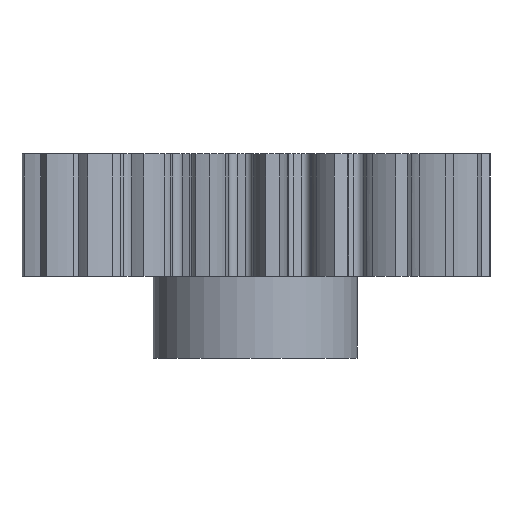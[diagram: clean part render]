
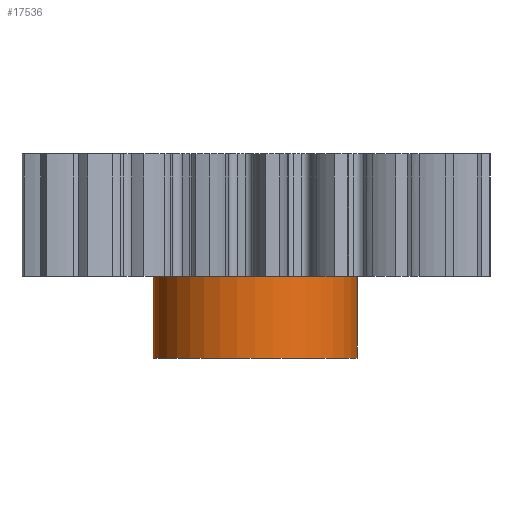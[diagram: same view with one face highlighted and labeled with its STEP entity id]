
A CAD part, front view. The second image highlights one B-rep face of the part: STEP entity #17536.
In plain terms, the highlighted cylindrical face has radius 2.5 mm (diameter 5 mm), a full revolution.
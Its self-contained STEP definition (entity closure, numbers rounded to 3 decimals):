
#129 = PLANE('',#130);
#130 = AXIS2_PLACEMENT_3D('',#131,#132,#133);
#131 = CARTESIAN_POINT('',(0.,0.,0.));
#132 = DIRECTION('',(0.,0.,1.));
#133 = DIRECTION('',(1.,0.,0.));
#6761 = EDGE_CURVE('',#6762,#6762,#6764,.T.);
#6762 = VERTEX_POINT('',#6763);
#6763 = CARTESIAN_POINT('',(2.5,0.,0.));
#6764 = SURFACE_CURVE('',#6765,(#6770,#6777),.PCURVE_S1.);
#6765 = CIRCLE('',#6766,2.5);
#6766 = AXIS2_PLACEMENT_3D('',#6767,#6768,#6769);
#6767 = CARTESIAN_POINT('',(0.,0.,0.));
#6768 = DIRECTION('',(0.,0.,1.));
#6769 = DIRECTION('',(1.,0.,0.));
#6770 = PCURVE('',#129,#6771);
#6771 = DEFINITIONAL_REPRESENTATION('',(#6772),#6776);
#6772 = CIRCLE('',#6773,2.5);
#6773 = AXIS2_PLACEMENT_2D('',#6774,#6775);
#6774 = CARTESIAN_POINT('',(0.,0.));
#6775 = DIRECTION('',(1.,0.));
#6776 = ( GEOMETRIC_REPRESENTATION_CONTEXT(2) 
PARAMETRIC_REPRESENTATION_CONTEXT() REPRESENTATION_CONTEXT('2D SPACE',''
  ) );
#6777 = PCURVE('',#6778,#6783);
#6778 = CYLINDRICAL_SURFACE('',#6779,2.5);
#6779 = AXIS2_PLACEMENT_3D('',#6780,#6781,#6782);
#6780 = CARTESIAN_POINT('',(0.,0.,0.));
#6781 = DIRECTION('',(0.,0.,1.));
#6782 = DIRECTION('',(1.,0.,0.));
#6783 = DEFINITIONAL_REPRESENTATION('',(#6784),#6788);
#6784 = LINE('',#6785,#6786);
#6785 = CARTESIAN_POINT('',(0.,0.));
#6786 = VECTOR('',#6787,1.);
#6787 = DIRECTION('',(1.,0.));
#6788 = ( GEOMETRIC_REPRESENTATION_CONTEXT(2) 
PARAMETRIC_REPRESENTATION_CONTEXT() REPRESENTATION_CONTEXT('2D SPACE',''
  ) );
#17536 = ADVANCED_FACE('',(#17537),#6778,.T.);
#17537 = FACE_BOUND('',#17538,.T.);
#17538 = EDGE_LOOP('',(#17539,#17562,#17589,#17590));
#17539 = ORIENTED_EDGE('',*,*,#17540,.T.);
#17540 = EDGE_CURVE('',#6762,#17541,#17543,.T.);
#17541 = VERTEX_POINT('',#17542);
#17542 = CARTESIAN_POINT('',(2.5,0.,-2.));
#17543 = SEAM_CURVE('',#17544,(#17548,#17555),.PCURVE_S1.);
#17544 = LINE('',#17545,#17546);
#17545 = CARTESIAN_POINT('',(2.5,0.,0.));
#17546 = VECTOR('',#17547,1.);
#17547 = DIRECTION('',(-0.,-0.,-1.));
#17548 = PCURVE('',#6778,#17549);
#17549 = DEFINITIONAL_REPRESENTATION('',(#17550),#17554);
#17550 = LINE('',#17551,#17552);
#17551 = CARTESIAN_POINT('',(0.,0.));
#17552 = VECTOR('',#17553,1.);
#17553 = DIRECTION('',(0.,-1.));
#17554 = ( GEOMETRIC_REPRESENTATION_CONTEXT(2) 
PARAMETRIC_REPRESENTATION_CONTEXT() REPRESENTATION_CONTEXT('2D SPACE',''
  ) );
#17555 = PCURVE('',#6778,#17556);
#17556 = DEFINITIONAL_REPRESENTATION('',(#17557),#17561);
#17557 = LINE('',#17558,#17559);
#17558 = CARTESIAN_POINT('',(6.283,0.));
#17559 = VECTOR('',#17560,1.);
#17560 = DIRECTION('',(0.,-1.));
#17561 = ( GEOMETRIC_REPRESENTATION_CONTEXT(2) 
PARAMETRIC_REPRESENTATION_CONTEXT() REPRESENTATION_CONTEXT('2D SPACE',''
  ) );
#17562 = ORIENTED_EDGE('',*,*,#17563,.T.);
#17563 = EDGE_CURVE('',#17541,#17541,#17564,.T.);
#17564 = SURFACE_CURVE('',#17565,(#17570,#17577),.PCURVE_S1.);
#17565 = CIRCLE('',#17566,2.5);
#17566 = AXIS2_PLACEMENT_3D('',#17567,#17568,#17569);
#17567 = CARTESIAN_POINT('',(0.,0.,-2.));
#17568 = DIRECTION('',(0.,0.,1.));
#17569 = DIRECTION('',(1.,0.,0.));
#17570 = PCURVE('',#6778,#17571);
#17571 = DEFINITIONAL_REPRESENTATION('',(#17572),#17576);
#17572 = LINE('',#17573,#17574);
#17573 = CARTESIAN_POINT('',(0.,-2.));
#17574 = VECTOR('',#17575,1.);
#17575 = DIRECTION('',(1.,0.));
#17576 = ( GEOMETRIC_REPRESENTATION_CONTEXT(2) 
PARAMETRIC_REPRESENTATION_CONTEXT() REPRESENTATION_CONTEXT('2D SPACE',''
  ) );
#17577 = PCURVE('',#17578,#17583);
#17578 = PLANE('',#17579);
#17579 = AXIS2_PLACEMENT_3D('',#17580,#17581,#17582);
#17580 = CARTESIAN_POINT('',(0.,0.,-2.)
  );
#17581 = DIRECTION('',(0.,0.,1.));
#17582 = DIRECTION('',(1.,0.,0.));
#17583 = DEFINITIONAL_REPRESENTATION('',(#17584),#17588);
#17584 = CIRCLE('',#17585,2.5);
#17585 = AXIS2_PLACEMENT_2D('',#17586,#17587);
#17586 = CARTESIAN_POINT('',(0.,0.));
#17587 = DIRECTION('',(1.,0.));
#17588 = ( GEOMETRIC_REPRESENTATION_CONTEXT(2) 
PARAMETRIC_REPRESENTATION_CONTEXT() REPRESENTATION_CONTEXT('2D SPACE',''
  ) );
#17589 = ORIENTED_EDGE('',*,*,#17540,.F.);
#17590 = ORIENTED_EDGE('',*,*,#6761,.F.);
